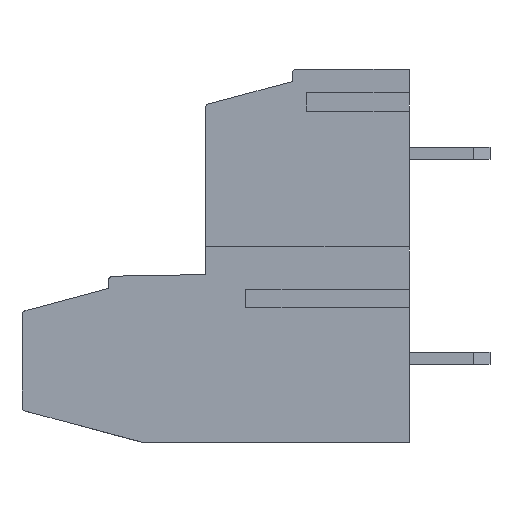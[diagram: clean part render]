
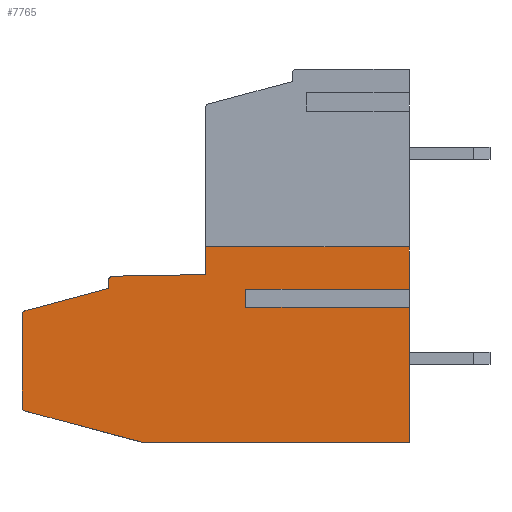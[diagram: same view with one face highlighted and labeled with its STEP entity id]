
A CAD part, left-side view. The second image highlights one B-rep face of the part: STEP entity #7765.
In plain terms, the highlighted planar face has unit normal (-1, 0, 0).
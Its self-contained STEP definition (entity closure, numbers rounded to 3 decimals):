
#557 = LINE ( 'NONE', #10825, #23850 ) ;
#819 = CARTESIAN_POINT ( 'NONE',  ( -2.54, 19.052, -2.622 ) ) ;
#899 = CARTESIAN_POINT ( 'NONE',  ( -2.54, 19.2, 2.151 ) ) ;
#1022 = VECTOR ( 'NONE', #6491, 1000. ) ;
#1334 = LINE ( 'NONE', #18166, #20582 ) ;
#1740 = CARTESIAN_POINT ( 'NONE',  ( -2.54, 19.2, -4.19 ) ) ;
#1903 = LINE ( 'NONE', #18522, #19157 ) ;
#2838 = ORIENTED_EDGE ( 'NONE', *, *, #37342, .T. ) ;
#3028 = DIRECTION ( 'NONE',  ( -1., 0., 0. ) ) ;
#3160 = VERTEX_POINT ( 'NONE', #31473 ) ;
#3357 = CARTESIAN_POINT ( 'NONE',  ( -2.54, 0., 2.7 ) ) ;
#3408 = FACE_OUTER_BOUND ( 'NONE', #16627, .T. ) ;
#4009 = DIRECTION ( 'NONE',  ( 0., -1., 0.017 ) ) ;
#4365 = ORIENTED_EDGE ( 'NONE', *, *, #5310, .T. ) ;
#4375 = CARTESIAN_POINT ( 'NONE',  ( -2.54, 19.2, -2.429 ) ) ;
#4695 = CARTESIAN_POINT ( 'NONE',  ( -2.54, 0., 5.51 ) ) ;
#4796 = ORIENTED_EDGE ( 'NONE', *, *, #27913, .F. ) ;
#5310 = EDGE_CURVE ( 'NONE', #11942, #28016, #42362, .T. ) ;
#6225 = CARTESIAN_POINT ( 'NONE',  ( -2.54, 19.2, 2.304 ) ) ;
#6491 = DIRECTION ( 'NONE',  ( 0., -1., 0. ) ) ;
#6911 = VERTEX_POINT ( 'NONE', #34872 ) ;
#7509 = CARTESIAN_POINT ( 'NONE',  ( -2.54, 14.9, 4.056 ) ) ;
#7620 = CARTESIAN_POINT ( 'NONE',  ( -2.54, 19.052, 2.344 ) ) ;
#7703 = CARTESIAN_POINT ( 'NONE',  ( -2.54, 14.9, 3.456 ) ) ;
#7765 = ADVANCED_FACE ( 'NONE', ( #3408 ), #33582, .F. ) ;
#8070 = LINE ( 'NONE', #1740, #13511 ) ;
#8263 = LINE ( 'NONE', #24668, #12357 ) ;
#8393 = ORIENTED_EDGE ( 'NONE', *, *, #15587, .T. ) ;
#8812 = VERTEX_POINT ( 'NONE', #31569 ) ;
#9281 = CARTESIAN_POINT ( 'NONE',  ( -2.54, 0., -4.19 ) ) ;
#9464 = VECTOR ( 'NONE', #19022, 1000. ) ;
#9707 = EDGE_CURVE ( 'NONE', #29394, #12645, #29214, .T. ) ;
#10825 = CARTESIAN_POINT ( 'NONE',  ( -2.54, 13.2, -4.19 ) ) ;
#11174 = ORIENTED_EDGE ( 'NONE', *, *, #40870, .F. ) ;
#11820 = DIRECTION ( 'NONE',  ( 0., 0., 1. ) ) ;
#11942 = VERTEX_POINT ( 'NONE', #16375 ) ;
#12357 = VECTOR ( 'NONE', #31443, 1000. ) ;
#12556 = CARTESIAN_POINT ( 'NONE',  ( -2.54, 14.9, 3.86 ) ) ;
#12645 = VERTEX_POINT ( 'NONE', #25143 ) ;
#13511 = VECTOR ( 'NONE', #38263, 1000. ) ;
#13523 = CARTESIAN_POINT ( 'NONE',  ( -2.54, 8.1, 2.7 ) ) ;
#13579 = DIRECTION ( 'NONE',  ( 0., 0., -1. ) ) ;
#13708 = VECTOR ( 'NONE', #15586, 1000. ) ;
#13856 = ORIENTED_EDGE ( 'NONE', *, *, #34770, .T. ) ;
#14776 = ORIENTED_EDGE ( 'NONE', *, *, #35542, .F. ) ;
#14782 = DIRECTION ( 'NONE',  ( -1., 0., 0. ) ) ;
#14879 = EDGE_CURVE ( 'NONE', #23982, #29045, #8070, .T. ) ;
#14925 = VECTOR ( 'NONE', #22456, 1000. ) ;
#15005 = CARTESIAN_POINT ( 'NONE',  ( -2.54, 19., -2.429 ) ) ;
#15056 = DIRECTION ( 'NONE',  ( -1., 0., 0. ) ) ;
#15453 = DIRECTION ( 'NONE',  ( 0., -1., 0. ) ) ;
#15586 = DIRECTION ( 'NONE',  ( 0., -1., 0. ) ) ;
#15587 = EDGE_CURVE ( 'NONE', #6911, #40685, #39113, .T. ) ;
#15683 = VERTEX_POINT ( 'NONE', #819 ) ;
#16015 = VERTEX_POINT ( 'NONE', #12556 ) ;
#16037 = ORIENTED_EDGE ( 'NONE', *, *, #36130, .T. ) ;
#16375 = CARTESIAN_POINT ( 'NONE',  ( -2.54, 0., 3.236 ) ) ;
#16409 = DIRECTION ( 'NONE',  ( 0., 0., 1. ) ) ;
#16627 = EDGE_LOOP ( 'NONE', ( #11174, #16037, #14776, #37458, #2838, #41392, #19274, #34261, #8393, #13856, #4796, #41585, #37426, #4365, #18634, #17569 ) ) ;
#16648 = EDGE_CURVE ( 'NONE', #6911, #15683, #557, .T. ) ;
#17569 = ORIENTED_EDGE ( 'NONE', *, *, #36906, .F. ) ;
#17716 = VECTOR ( 'NONE', #16409, 1000. ) ;
#18134 = EDGE_CURVE ( 'NONE', #8812, #23384, #8263, .T. ) ;
#18166 = CARTESIAN_POINT ( 'NONE',  ( -2.54, 10.1, 4.14 ) ) ;
#18522 = CARTESIAN_POINT ( 'NONE',  ( -2.54, 19.2, 5.51 ) ) ;
#18582 = DIRECTION ( 'NONE',  ( 0., 0., 1. ) ) ;
#18634 = ORIENTED_EDGE ( 'NONE', *, *, #26204, .F. ) ;
#19022 = DIRECTION ( 'NONE',  ( 0., -1., 0. ) ) ;
#19157 = VECTOR ( 'NONE', #15453, 1000. ) ;
#19228 = CIRCLE ( 'NONE', #33897, 0.2 ) ;
#19274 = ORIENTED_EDGE ( 'NONE', *, *, #26600, .T. ) ;
#20037 = AXIS2_PLACEMENT_3D ( 'NONE', #41160, #37688, #34395 ) ;
#20582 = VECTOR ( 'NONE', #11820, 1000. ) ;
#21508 = CARTESIAN_POINT ( 'NONE',  ( -2.54, 14.703, 4.06 ) ) ;
#21763 = DIRECTION ( 'NONE',  ( 0., 0., -1. ) ) ;
#21878 = CIRCLE ( 'NONE', #40706, 0.2 ) ;
#22367 = VERTEX_POINT ( 'NONE', #25011 ) ;
#22456 = DIRECTION ( 'NONE',  ( 0., -0.966, 0.259 ) ) ;
#22508 = CARTESIAN_POINT ( 'NONE',  ( -2.54, 14.7, 3.86 ) ) ;
#22759 = LINE ( 'NONE', #32836, #17716 ) ;
#22964 = VECTOR ( 'NONE', #4009, 1000. ) ;
#23384 = VERTEX_POINT ( 'NONE', #13523 ) ;
#23609 = VECTOR ( 'NONE', #18582, 1000. ) ;
#23850 = VECTOR ( 'NONE', #26971, 1000. ) ;
#23982 = VERTEX_POINT ( 'NONE', #4375 ) ;
#24660 = CARTESIAN_POINT ( 'NONE',  ( -2.54, 19., 2.151 ) ) ;
#24668 = CARTESIAN_POINT ( 'NONE',  ( -2.54, 8.1, 3.236 ) ) ;
#25011 = CARTESIAN_POINT ( 'NONE',  ( -2.54, 10.1, 5.51 ) ) ;
#25143 = CARTESIAN_POINT ( 'NONE',  ( -2.54, 14.9, 3.456 ) ) ;
#25967 = CARTESIAN_POINT ( 'NONE',  ( -2.54, 19.2, -4.19 ) ) ;
#26204 = EDGE_CURVE ( 'NONE', #22367, #28016, #1903, .T. ) ;
#26600 = EDGE_CURVE ( 'NONE', #23982, #15683, #21878, .T. ) ;
#26971 = DIRECTION ( 'NONE',  ( 0., 0.966, 0.259 ) ) ;
#27325 = VERTEX_POINT ( 'NONE', #3357 ) ;
#27843 = LINE ( 'NONE', #7509, #22964 ) ;
#27913 = EDGE_CURVE ( 'NONE', #23384, #27325, #35855, .T. ) ;
#28016 = VERTEX_POINT ( 'NONE', #4695 ) ;
#29045 = VERTEX_POINT ( 'NONE', #899 ) ;
#29214 = LINE ( 'NONE', #6225, #14925 ) ;
#29394 = VERTEX_POINT ( 'NONE', #7620 ) ;
#31443 = DIRECTION ( 'NONE',  ( 0., 0., -1. ) ) ;
#31473 = CARTESIAN_POINT ( 'NONE',  ( -2.54, 10.1, 4.14 ) ) ;
#31569 = CARTESIAN_POINT ( 'NONE',  ( -2.54, 8.1, 3.236 ) ) ;
#32213 = CARTESIAN_POINT ( 'NONE',  ( -2.54, 8.1, 3.236 ) ) ;
#32836 = CARTESIAN_POINT ( 'NONE',  ( -2.54, 0., -4.19 ) ) ;
#33582 = PLANE ( 'NONE',  #20037 ) ;
#33728 = VECTOR ( 'NONE', #34381, 1000. ) ;
#33897 = AXIS2_PLACEMENT_3D ( 'NONE', #24660, #15056, #13579 ) ;
#34261 = ORIENTED_EDGE ( 'NONE', *, *, #16648, .F. ) ;
#34381 = DIRECTION ( 'NONE',  ( 0., 0., 1. ) ) ;
#34395 = DIRECTION ( 'NONE',  ( 0., 0., -1. ) ) ;
#34770 = EDGE_CURVE ( 'NONE', #40685, #27325, #22759, .T. ) ;
#34872 = CARTESIAN_POINT ( 'NONE',  ( -2.54, 13.2, -4.19 ) ) ;
#35542 = EDGE_CURVE ( 'NONE', #12645, #16015, #37674, .T. ) ;
#35621 = CARTESIAN_POINT ( 'NONE',  ( -2.54, 0., -4.19 ) ) ;
#35855 = LINE ( 'NONE', #38935, #9464 ) ;
#36130 = EDGE_CURVE ( 'NONE', #38682, #16015, #42826, .T. ) ;
#36906 = EDGE_CURVE ( 'NONE', #3160, #22367, #1334, .T. ) ;
#37342 = EDGE_CURVE ( 'NONE', #29394, #29045, #19228, .T. ) ;
#37426 = ORIENTED_EDGE ( 'NONE', *, *, #37927, .T. ) ;
#37458 = ORIENTED_EDGE ( 'NONE', *, *, #9707, .F. ) ;
#37674 = LINE ( 'NONE', #7703, #33728 ) ;
#37688 = DIRECTION ( 'NONE',  ( 1., 0., 0. ) ) ;
#37927 = EDGE_CURVE ( 'NONE', #8812, #11942, #42221, .T. ) ;
#38263 = DIRECTION ( 'NONE',  ( 0., 0., 1. ) ) ;
#38682 = VERTEX_POINT ( 'NONE', #21508 ) ;
#38935 = CARTESIAN_POINT ( 'NONE',  ( -2.54, 8.1, 2.7 ) ) ;
#39113 = LINE ( 'NONE', #25967, #1022 ) ;
#39543 = DIRECTION ( 'NONE',  ( 0., 0., -1. ) ) ;
#40044 = AXIS2_PLACEMENT_3D ( 'NONE', #22508, #3028, #39543 ) ;
#40685 = VERTEX_POINT ( 'NONE', #9281 ) ;
#40706 = AXIS2_PLACEMENT_3D ( 'NONE', #15005, #14782, #21763 ) ;
#40870 = EDGE_CURVE ( 'NONE', #38682, #3160, #27843, .T. ) ;
#41160 = CARTESIAN_POINT ( 'NONE',  ( -2.54, 19.2, -4.19 ) ) ;
#41392 = ORIENTED_EDGE ( 'NONE', *, *, #14879, .F. ) ;
#41585 = ORIENTED_EDGE ( 'NONE', *, *, #18134, .F. ) ;
#42221 = LINE ( 'NONE', #32213, #13708 ) ;
#42362 = LINE ( 'NONE', #35621, #23609 ) ;
#42826 = CIRCLE ( 'NONE', #40044, 0.2 ) ;
